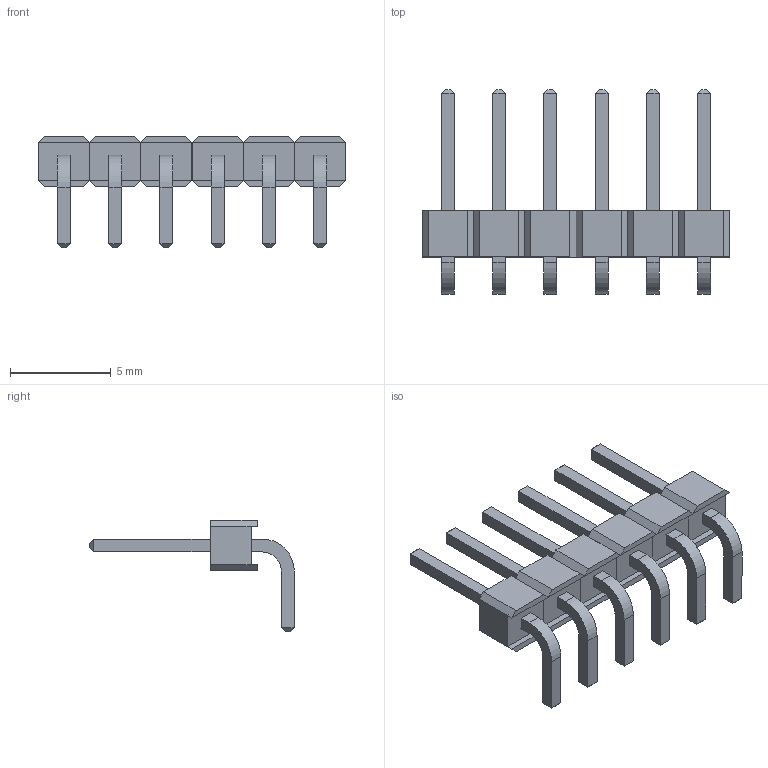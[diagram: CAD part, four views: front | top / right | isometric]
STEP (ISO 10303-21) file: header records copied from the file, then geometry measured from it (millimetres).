
FILE_DESCRIPTION (( 'STEP AP214' ), '1' );
FILE_NAME ('User Library-Header_Male_RA_Low_6Pin.STEP', '2014-06-11T17:47:32', ( 'Windows User' ), ( '' ), 'SwSTEP 2.0', 'SolidWorks 2014', '' );
FILE_SCHEMA (( 'AUTOMOTIVE_DESIGN' ));
Length unit declared in the file: millimetre
Products named in the file (3): User Library-Header_Male_RA_Low_6Pin_PinArray; User Library-Header_Male_RA_Low_6Pin_BodyArray; User Library-Header_Male_RA_Low_6Pin
Assembly tree (2 placements, depth 2):
  User Library-Header_Male_RA_Low_6Pin
    User Library-Header_Male_RA_Low_6Pin_BodyArray
    User Library-Header_Male_RA_Low_6Pin_PinArray
Bounding box: 15.24 x 10.13 x 5.51 mm (x, y, z)
Volume: 103.7 mm3; surface area: 438.7 mm2
Topology: 12 solids, 12 shells, 216 faces, 504 edges, 312 vertices
Faces by surface type: plane 204, cylinder 12
Entity records: 8556 total; most frequent: CARTESIAN_POINT 1037, ORIENTED_EDGE 1008, DIRECTION 970, EDGE_CURVE 504, LINE 480, VECTOR 480, VERTEX_POINT 312, AXIS2_PLACEMENT_3D 245
